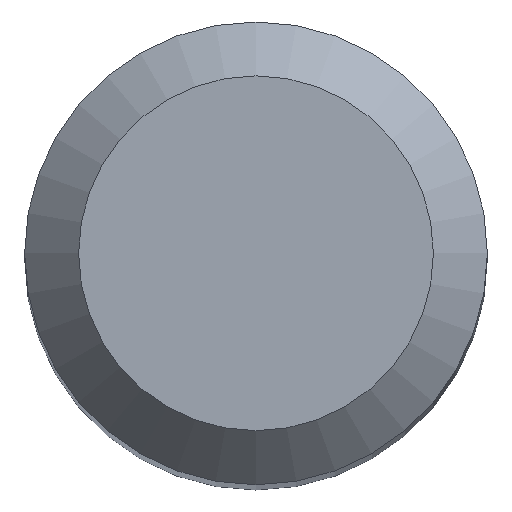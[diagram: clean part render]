
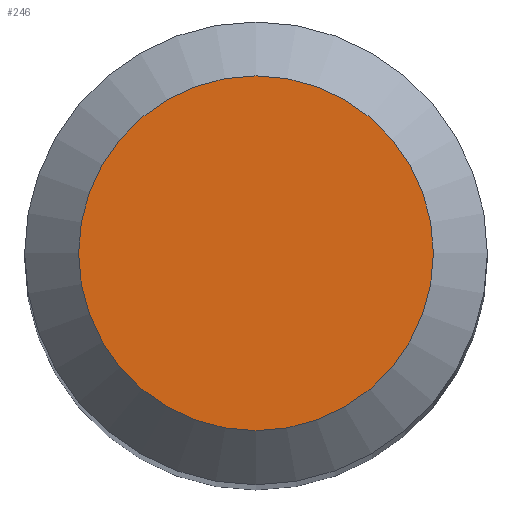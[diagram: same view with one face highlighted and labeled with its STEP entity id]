
A CAD part, top view. The second image highlights one B-rep face of the part: STEP entity #246.
In plain terms, the highlighted planar face has unit normal (0, 0, 1).
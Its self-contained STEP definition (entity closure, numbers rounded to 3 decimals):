
#24 = FACE_OUTER_BOUND ( 'NONE', #239, .T. ) ;
#42 = DIRECTION ( 'NONE',  ( 0., 1., 0. ) ) ;
#50 = AXIS2_PLACEMENT_3D ( 'NONE', #126, #248, #199 ) ;
#91 = CIRCLE ( 'NONE', #50, 2.3 ) ;
#107 = CARTESIAN_POINT ( 'NONE',  ( 0., 0., 62. ) ) ;
#126 = CARTESIAN_POINT ( 'NONE',  ( 0., 0., 62. ) ) ;
#145 = DIRECTION ( 'NONE',  ( 0., 0., -1. ) ) ;
#146 = PLANE ( 'NONE',  #206 ) ;
#189 = ORIENTED_EDGE ( 'NONE', *, *, #260, .F. ) ;
#199 = DIRECTION ( 'NONE',  ( 0., 1., 0. ) ) ;
#206 = AXIS2_PLACEMENT_3D ( 'NONE', #107, #145, #42 ) ;
#207 = CARTESIAN_POINT ( 'NONE',  ( 0., 2.3, 62. ) ) ;
#233 = VERTEX_POINT ( 'NONE', #207 ) ;
#239 = EDGE_LOOP ( 'NONE', ( #189 ) ) ;
#246 = ADVANCED_FACE ( 'NONE', ( #24 ), #146, .F. ) ;
#248 = DIRECTION ( 'NONE',  ( 0., 0., -1. ) ) ;
#260 = EDGE_CURVE ( 'NONE', #233, #233, #91, .T. ) ;
